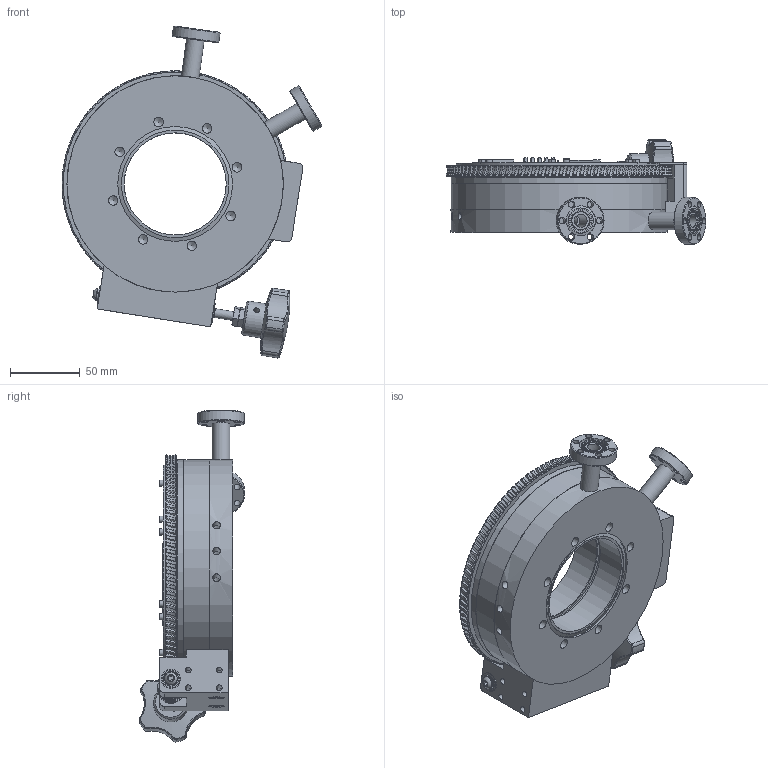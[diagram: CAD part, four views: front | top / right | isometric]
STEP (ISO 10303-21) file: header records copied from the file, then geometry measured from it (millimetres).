
FILE_DESCRIPTION (( 'STEP AP214' ), '1' );
FILE_NAME ('DPRFM450, METRIC, THRU MINIS, PUMP-OUT 52°b,10026346.STEP', '2020-04-08T14:58:30', ( 'gstephens' ), ( 'Microsoft' ), 'SwSTEP 2.0', 'SolidWorks 2018', '' );
FILE_SCHEMA (( 'AUTOMOTIVE_DESIGN' ));
Length unit declared in the file: inch
Products named in the file (1): DPRFM450, METRIC, THRU MINIS, PUMP-OUT 52軔,10026346
Bounding box: 186.79 x 75.53 x 238.7 mm (x, y, z)
Surface area: 263609.4 mm2 (no closed solid volume)
Topology: 0 solids, 57 shells, 1933 faces, 5108 edges, 3347 vertices
Faces by surface type: cylinder 671, plane 556, cone 350, torus 256, bspline 98, sphere 2
Full cylindrical faces by diameter (mm): 1.588 x2, 1.778 x6, 1.905 x2, 1.985 x1, 2.261 x30, 2.845 x11, 3.175 x44, 4.039 x12, 4.496 x12, 4.648 x6, 4.762 x2, 4.826 x1, 5.41 x9, 5.563 x22, 5.842 x2, 6.29 x1, 6.342 x2, 6.35 x11, 6.731 x3, 6.8 x16, 6.858 x1, 6.909 x8, 8 x8, 8.001 x4, 8.331 x1, 8.636 x1, 9.169 x1, 9.398 x2, 9.525 x5, 10.922 x1
Entity records: 96030 total; most frequent: CARTESIAN_POINT 27511, ORIENTED_EDGE 8940, DIRECTION 8145, EDGE_CURVE 4470, AXIS2_PLACEMENT_3D 3513, VERTEX_POINT 3149, EDGE_LOOP 2635, FACE_OUTER_BOUND 2217
